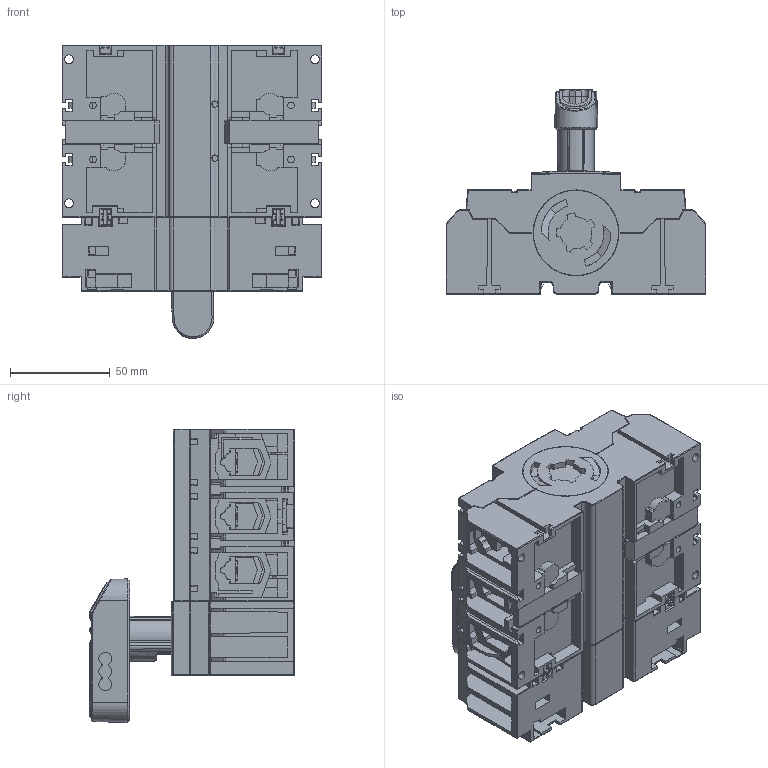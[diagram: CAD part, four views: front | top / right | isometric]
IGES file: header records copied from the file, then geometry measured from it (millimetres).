
Start section:  PTC IGES file: OT160G30KL.igs
Global section: file name: OT160G30KL.igs; native system: Creo Parametric by PTC Inc.; preprocessor: 2016380; author: fijaleh7; organization: Unknown; date: 20170516.141401; units: millimetre
Bounding box: 130 x 102.21 x 146.71 mm (x, y, z)
Volume: 713332.9 mm3; surface area: 125890 mm2
Topology: 1 solids, 1 shells, 3890 faces, 10948 edges, 7125 vertices
Faces by surface type: bspline 2700, revolution 845, extrusion 345
